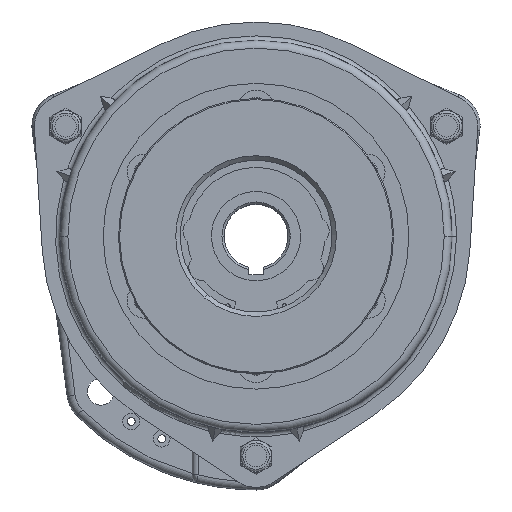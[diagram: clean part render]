
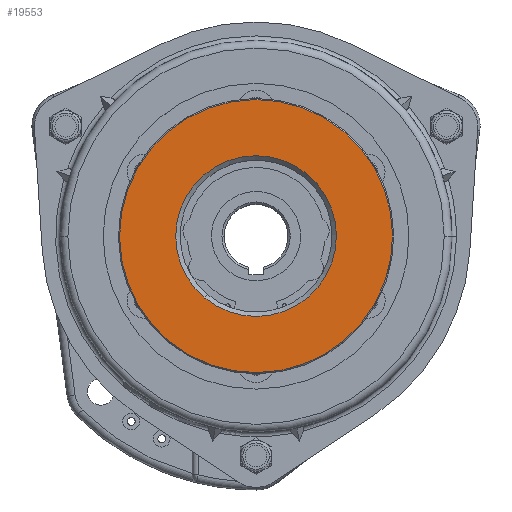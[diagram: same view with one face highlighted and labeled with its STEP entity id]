
A CAD part, top view. The second image highlights one B-rep face of the part: STEP entity #19553.
In plain terms, the highlighted planar face has unit normal (0, 0, 1).
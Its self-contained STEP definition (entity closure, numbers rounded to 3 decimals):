
#69 = DIRECTION ( 'NONE',  ( 0.636, 0.771, 0. ) ) ;
#507 = CIRCLE ( 'NONE', #29614, 36. ) ;
#1162 = ORIENTED_EDGE ( 'NONE', *, *, #22533, .T. ) ;
#1176 = AXIS2_PLACEMENT_3D ( 'NONE', #27408, #13749, #69 ) ;
#1201 = FACE_OUTER_BOUND ( 'NONE', #1738, .T. ) ;
#1738 = EDGE_LOOP ( 'NONE', ( #20858, #22796 ) ) ;
#1846 = CARTESIAN_POINT ( 'NONE',  ( 0., 0., 43.2 ) ) ;
#2735 = CARTESIAN_POINT ( 'NONE',  ( 0., 0., 43.2 ) ) ;
#3267 = CARTESIAN_POINT ( 'NONE',  ( 0., 0., 43.2 ) ) ;
#3895 = AXIS2_PLACEMENT_3D ( 'NONE', #1846, #17816, #4154 ) ;
#4154 = DIRECTION ( 'NONE',  ( 0.636, 0.771, 0. ) ) ;
#5363 = CARTESIAN_POINT ( 'NONE',  ( 0., 0., 43.2 ) ) ;
#5557 = DIRECTION ( 'NONE',  ( 0.636, 0.771, 0. ) ) ;
#6035 = VERTEX_POINT ( 'NONE', #25124 ) ;
#7215 = VERTEX_POINT ( 'NONE', #26415 ) ;
#7393 = DIRECTION ( 'NONE',  ( 0., 0., 1. ) ) ;
#7646 = DIRECTION ( 'NONE',  ( 0.636, 0.771, 0. ) ) ;
#9495 = CARTESIAN_POINT ( 'NONE',  ( -38.913, -47.171, 43.2 ) ) ;
#12999 = CIRCLE ( 'NONE', #3895, 36. ) ;
#13028 = VERTEX_POINT ( 'NONE', #9495 ) ;
#13749 = DIRECTION ( 'NONE',  ( 0., 0., 1. ) ) ;
#14107 = ORIENTED_EDGE ( 'NONE', *, *, #19232, .T. ) ;
#15586 = AXIS2_PLACEMENT_3D ( 'NONE', #2735, #7393, #23407 ) ;
#15953 = VERTEX_POINT ( 'NONE', #24877 ) ;
#17816 = DIRECTION ( 'NONE',  ( 0., 0., -1. ) ) ;
#18697 = FACE_BOUND ( 'NONE', #21311, .T. ) ;
#19232 = EDGE_CURVE ( 'NONE', #7215, #15953, #12999, .T. ) ;
#19247 = DIRECTION ( 'NONE',  ( 0., 0., -1. ) ) ;
#19553 = ADVANCED_FACE ( 'NONE', ( #1201, #18697 ), #21079, .T. ) ;
#19910 = CIRCLE ( 'NONE', #27955, 61.15 ) ;
#19951 = CIRCLE ( 'NONE', #1176, 61.15 ) ;
#20858 = ORIENTED_EDGE ( 'NONE', *, *, #29092, .T. ) ;
#21079 = PLANE ( 'NONE',  #15586 ) ;
#21311 = EDGE_LOOP ( 'NONE', ( #1162, #14107 ) ) ;
#21339 = DIRECTION ( 'NONE',  ( 0., 0., 1. ) ) ;
#22533 = EDGE_CURVE ( 'NONE', #15953, #7215, #507, .T. ) ;
#22796 = ORIENTED_EDGE ( 'NONE', *, *, #27842, .T. ) ;
#23407 = DIRECTION ( 'NONE',  ( 0.636, 0.771, 0. ) ) ;
#24877 = CARTESIAN_POINT ( 'NONE',  ( 22.909, 27.77, 43.2 ) ) ;
#25124 = CARTESIAN_POINT ( 'NONE',  ( 38.913, 47.171, 43.2 ) ) ;
#26415 = CARTESIAN_POINT ( 'NONE',  ( -22.909, -27.77, 43.2 ) ) ;
#27408 = CARTESIAN_POINT ( 'NONE',  ( 0., 0., 43.2 ) ) ;
#27842 = EDGE_CURVE ( 'NONE', #6035, #13028, #19951, .T. ) ;
#27955 = AXIS2_PLACEMENT_3D ( 'NONE', #5363, #21339, #7646 ) ;
#29092 = EDGE_CURVE ( 'NONE', #13028, #6035, #19910, .T. ) ;
#29614 = AXIS2_PLACEMENT_3D ( 'NONE', #3267, #19247, #5557 ) ;
